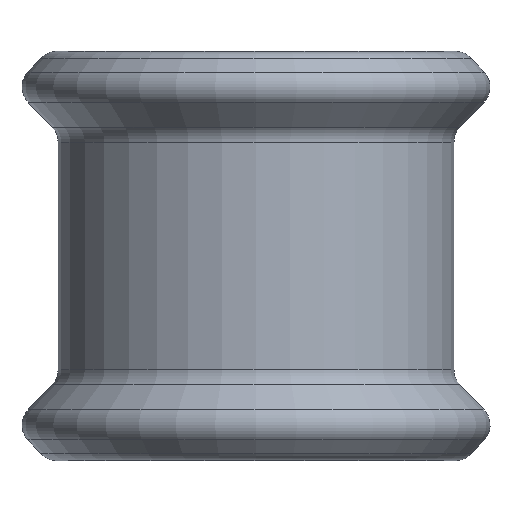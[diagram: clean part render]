
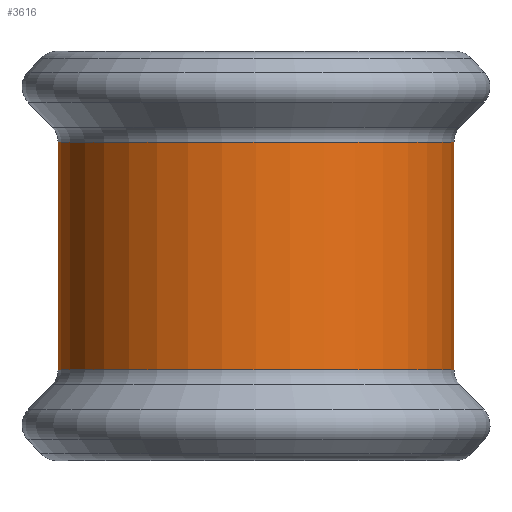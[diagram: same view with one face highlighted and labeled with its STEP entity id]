
A CAD part, front view. The second image highlights one B-rep face of the part: STEP entity #3616.
In plain terms, the highlighted cylindrical face has radius 6.947 mm (diameter 13.894 mm), a partial arc.
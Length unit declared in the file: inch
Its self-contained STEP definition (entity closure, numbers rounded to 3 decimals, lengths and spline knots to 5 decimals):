
#15 = CARTESIAN_POINT ( 'NONE',  ( 0.492, -0.593, 0. ) ) ;
#189 = CARTESIAN_POINT ( 'NONE',  ( 0.2185, -0.593, 0.15717 ) ) ;
#426 = EDGE_CURVE ( 'NONE', #2110, #4118, #5164, .T. ) ;
#635 = DIRECTION ( 'NONE',  ( 1., 0., 0. ) ) ;
#771 = VECTOR ( 'NONE', #5530, 39.37008 ) ;
#896 = CIRCLE ( 'NONE', #3160, 0.2735 ) ;
#1281 = AXIS2_PLACEMENT_3D ( 'NONE', #3916, #5272, #3027 ) ;
#1430 = CARTESIAN_POINT ( 'NONE',  ( -0.055, -0.593, 0.15717 ) ) ;
#1943 = ORIENTED_EDGE ( 'NONE', *, *, #3275, .F. ) ;
#2004 = LINE ( 'NONE', #1430, #771 ) ;
#2095 = EDGE_CURVE ( 'NONE', #3876, #2110, #5348, .T. ) ;
#2110 = VERTEX_POINT ( 'NONE', #4896 ) ;
#2240 = EDGE_CURVE ( 'NONE', #3876, #5414, #2004, .T. ) ;
#2504 = CARTESIAN_POINT ( 'NONE',  ( 0.492, -0.593, 0.15717 ) ) ;
#2517 = EDGE_LOOP ( 'NONE', ( #4615, #4577, #1943, #4075 ) ) ;
#2633 = CARTESIAN_POINT ( 'NONE',  ( 0.2185, -0.593, -0.15717 ) ) ;
#2965 = AXIS2_PLACEMENT_3D ( 'NONE', #2633, #5823, #3084 ) ;
#3027 = DIRECTION ( 'NONE',  ( 1., 0., 0. ) ) ;
#3084 = DIRECTION ( 'NONE',  ( 1., 0., 0. ) ) ;
#3156 = CARTESIAN_POINT ( 'NONE',  ( -0.055, -0.593, -0.15717 ) ) ;
#3160 = AXIS2_PLACEMENT_3D ( 'NONE', #189, #3387, #635 ) ;
#3275 = EDGE_CURVE ( 'NONE', #5414, #4118, #896, .T. ) ;
#3387 = DIRECTION ( 'NONE',  ( 0., 0., 1. ) ) ;
#3601 = CYLINDRICAL_SURFACE ( 'NONE', #1281, 0.2735 ) ;
#3616 = ADVANCED_FACE ( 'NONE', ( #4173 ), #3601, .T. ) ;
#3876 = VERTEX_POINT ( 'NONE', #3156 ) ;
#3916 = CARTESIAN_POINT ( 'NONE',  ( 0.2185, -0.593, 0. ) ) ;
#4075 = ORIENTED_EDGE ( 'NONE', *, *, #2240, .F. ) ;
#4118 = VERTEX_POINT ( 'NONE', #2504 ) ;
#4165 = CARTESIAN_POINT ( 'NONE',  ( -0.055, -0.593, 0.15717 ) ) ;
#4173 = FACE_OUTER_BOUND ( 'NONE', #2517, .T. ) ;
#4447 = VECTOR ( 'NONE', #4638, 39.37008 ) ;
#4577 = ORIENTED_EDGE ( 'NONE', *, *, #426, .T. ) ;
#4615 = ORIENTED_EDGE ( 'NONE', *, *, #2095, .T. ) ;
#4638 = DIRECTION ( 'NONE',  ( 0., 0., 1. ) ) ;
#4896 = CARTESIAN_POINT ( 'NONE',  ( 0.492, -0.593, -0.15717 ) ) ;
#5164 = LINE ( 'NONE', #15, #4447 ) ;
#5272 = DIRECTION ( 'NONE',  ( 0., 0., 1. ) ) ;
#5348 = CIRCLE ( 'NONE', #2965, 0.2735 ) ;
#5414 = VERTEX_POINT ( 'NONE', #4165 ) ;
#5530 = DIRECTION ( 'NONE',  ( 0., 0., 1. ) ) ;
#5823 = DIRECTION ( 'NONE',  ( 0., 0., 1. ) ) ;
